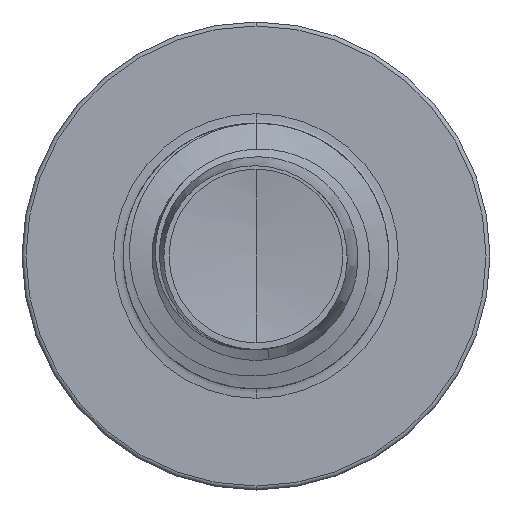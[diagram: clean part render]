
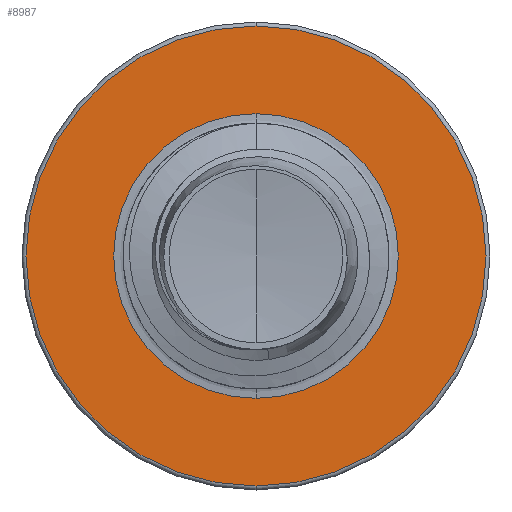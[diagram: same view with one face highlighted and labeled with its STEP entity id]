
A CAD part, front view. The second image highlights one B-rep face of the part: STEP entity #8987.
In plain terms, the highlighted planar face has unit normal (0, -1, 0).
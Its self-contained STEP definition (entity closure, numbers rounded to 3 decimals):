
#114 = DIRECTION ( 'NONE',  ( 0., 0., 1. ) ) ;
#147 = DIRECTION ( 'NONE',  ( 0., 1., 0. ) ) ;
#182 = CARTESIAN_POINT ( 'NONE',  ( 0., 9., 0. ) ) ;
#847 = DIRECTION ( 'NONE',  ( 0., 1., 0. ) ) ;
#976 = VERTEX_POINT ( 'NONE', #5566 ) ;
#1248 = EDGE_LOOP ( 'NONE', ( #13307, #2628 ) ) ;
#1299 = CARTESIAN_POINT ( 'NONE',  ( 0., 9., -2.677 ) ) ;
#1440 = EDGE_LOOP ( 'NONE', ( #19230, #11155 ) ) ;
#1524 = VERTEX_POINT ( 'NONE', #2673 ) ;
#2324 = EDGE_CURVE ( 'NONE', #3096, #1524, #21669, .T. ) ;
#2610 = AXIS2_PLACEMENT_3D ( 'NONE', #12977, #847, #14780 ) ;
#2628 = ORIENTED_EDGE ( 'NONE', *, *, #8463, .F. ) ;
#2673 = CARTESIAN_POINT ( 'NONE',  ( 0., 9., -4.325 ) ) ;
#3096 = VERTEX_POINT ( 'NONE', #19807 ) ;
#3670 = CIRCLE ( 'NONE', #2610, 2.677 ) ;
#5481 = AXIS2_PLACEMENT_3D ( 'NONE', #182, #147, #114 ) ;
#5566 = CARTESIAN_POINT ( 'NONE',  ( 0., 9., 2.677 ) ) ;
#7031 = AXIS2_PLACEMENT_3D ( 'NONE', #18706, #11677, #21586 ) ;
#8463 = EDGE_CURVE ( 'NONE', #1524, #3096, #15902, .T. ) ;
#8987 = ADVANCED_FACE ( 'NONE', ( #10739, #11739 ), #9768, .F. ) ;
#9768 = PLANE ( 'NONE',  #7031 ) ;
#10682 = DIRECTION ( 'NONE',  ( 0., 1., 0. ) ) ;
#10739 = FACE_OUTER_BOUND ( 'NONE', #1248, .T. ) ;
#11155 = ORIENTED_EDGE ( 'NONE', *, *, #15516, .T. ) ;
#11677 = DIRECTION ( 'NONE',  ( 0., 1., 0. ) ) ;
#11739 = FACE_BOUND ( 'NONE', #1440, .T. ) ;
#12977 = CARTESIAN_POINT ( 'NONE',  ( 0., 9., 0. ) ) ;
#13307 = ORIENTED_EDGE ( 'NONE', *, *, #2324, .F. ) ;
#14780 = DIRECTION ( 'NONE',  ( 0., 0., 1. ) ) ;
#15516 = EDGE_CURVE ( 'NONE', #17388, #976, #3670, .T. ) ;
#15902 = CIRCLE ( 'NONE', #17027, 4.325 ) ;
#17027 = AXIS2_PLACEMENT_3D ( 'NONE', #21391, #21370, #21367 ) ;
#17388 = VERTEX_POINT ( 'NONE', #1299 ) ;
#17475 = CIRCLE ( 'NONE', #17749, 2.677 ) ;
#17749 = AXIS2_PLACEMENT_3D ( 'NONE', #19266, #10682, #20746 ) ;
#18706 = CARTESIAN_POINT ( 'NONE',  ( 0., 9., -2.677 ) ) ;
#19050 = EDGE_CURVE ( 'NONE', #976, #17388, #17475, .T. ) ;
#19230 = ORIENTED_EDGE ( 'NONE', *, *, #19050, .T. ) ;
#19266 = CARTESIAN_POINT ( 'NONE',  ( 0., 9., 0. ) ) ;
#19807 = CARTESIAN_POINT ( 'NONE',  ( 0., 9., 4.325 ) ) ;
#20746 = DIRECTION ( 'NONE',  ( 0., 0., 1. ) ) ;
#21367 = DIRECTION ( 'NONE',  ( 0., 0., 1. ) ) ;
#21370 = DIRECTION ( 'NONE',  ( 0., 1., 0. ) ) ;
#21391 = CARTESIAN_POINT ( 'NONE',  ( 0., 9., 0. ) ) ;
#21586 = DIRECTION ( 'NONE',  ( 0., 0., 1. ) ) ;
#21669 = CIRCLE ( 'NONE', #5481, 4.325 ) ;
